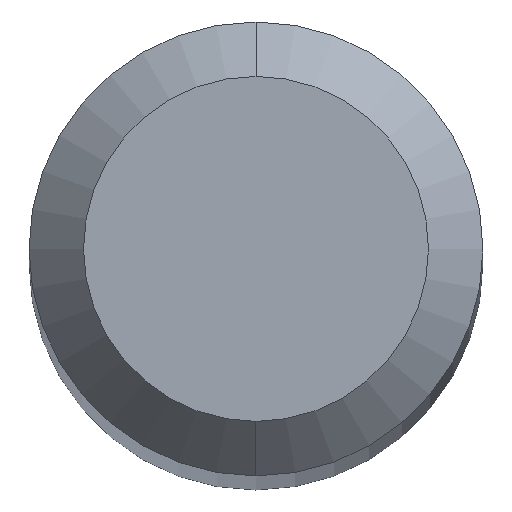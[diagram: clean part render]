
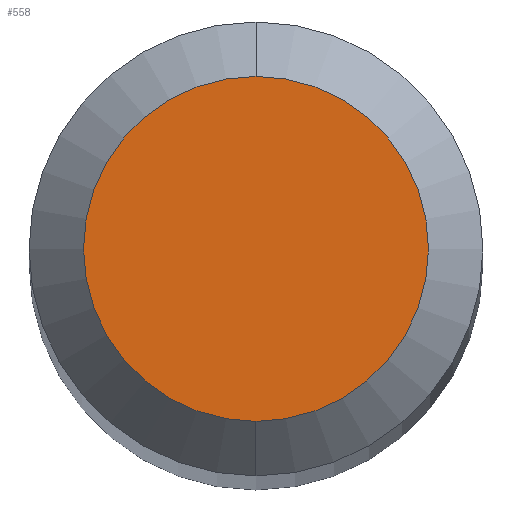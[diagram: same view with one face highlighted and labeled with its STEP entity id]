
A CAD part, top view. The second image highlights one B-rep face of the part: STEP entity #558.
In plain terms, the highlighted planar face has unit normal (0, 0, 1).
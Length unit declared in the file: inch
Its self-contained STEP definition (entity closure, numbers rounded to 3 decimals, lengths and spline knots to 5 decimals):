
#7 = EDGE_CURVE ( 'NONE', #94, #514, #266, .T. ) ;
#21 = AXIS2_PLACEMENT_3D ( 'NONE', #32, #294, #71 ) ;
#32 = CARTESIAN_POINT ( 'NONE',  ( 0., 0.0475, 0. ) ) ;
#71 = DIRECTION ( 'NONE',  ( 0., 1., 0. ) ) ;
#73 = AXIS2_PLACEMENT_3D ( 'NONE', #368, #292, #454 ) ;
#94 = VERTEX_POINT ( 'NONE', #395 ) ;
#119 = PLANE ( 'NONE',  #21 ) ;
#212 = EDGE_CURVE ( 'NONE', #514, #94, #267, .T. ) ;
#266 = CIRCLE ( 'NONE', #315, 0.0475 ) ;
#267 = CIRCLE ( 'NONE', #73, 0.0475 ) ;
#292 = DIRECTION ( 'NONE',  ( 0., 0., 1. ) ) ;
#294 = DIRECTION ( 'NONE',  ( 0., 0., -1. ) ) ;
#302 = ORIENTED_EDGE ( 'NONE', *, *, #7, .T. ) ;
#315 = AXIS2_PLACEMENT_3D ( 'NONE', #325, #335, #457 ) ;
#325 = CARTESIAN_POINT ( 'NONE',  ( 0., 0., 0. ) ) ;
#335 = DIRECTION ( 'NONE',  ( 0., 0., 1. ) ) ;
#338 = FACE_OUTER_BOUND ( 'NONE', #418, .T. ) ;
#368 = CARTESIAN_POINT ( 'NONE',  ( 0., 0., 0. ) ) ;
#395 = CARTESIAN_POINT ( 'NONE',  ( 0., -0.0475, 0. ) ) ;
#418 = EDGE_LOOP ( 'NONE', ( #510, #302 ) ) ;
#425 = CARTESIAN_POINT ( 'NONE',  ( 0., 0.0475, 0. ) ) ;
#454 = DIRECTION ( 'NONE',  ( 0., -1., 0. ) ) ;
#457 = DIRECTION ( 'NONE',  ( 0., -1., 0. ) ) ;
#510 = ORIENTED_EDGE ( 'NONE', *, *, #212, .T. ) ;
#514 = VERTEX_POINT ( 'NONE', #425 ) ;
#558 = ADVANCED_FACE ( 'NONE', ( #338 ), #119, .F. ) ;
